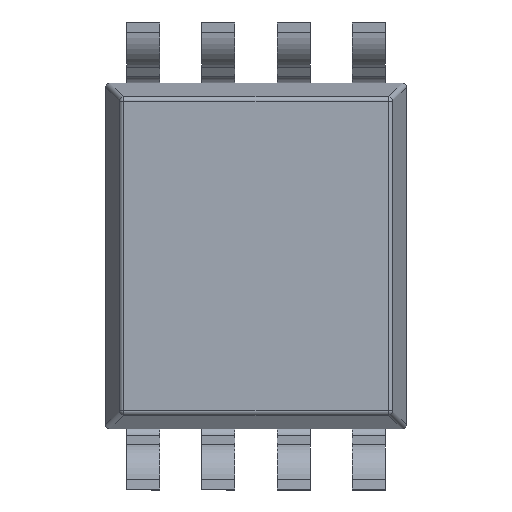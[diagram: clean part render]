
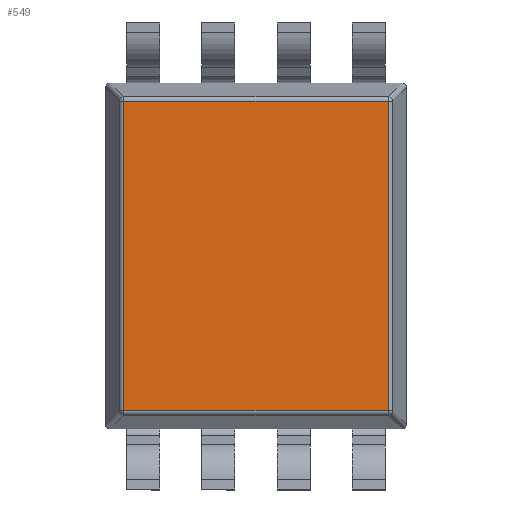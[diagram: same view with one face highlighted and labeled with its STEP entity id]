
A CAD part, front view. The second image highlights one B-rep face of the part: STEP entity #549.
In plain terms, the highlighted planar face has unit normal (0, -1, 0).
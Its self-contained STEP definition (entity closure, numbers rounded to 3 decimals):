
#549=ADVANCED_FACE('NONE',(#550),#584,.T.);
#550=FACE_BOUND('NONE',#551,.T.);
#551=EDGE_LOOP('',(#552,#562,#570,#578));
#552=ORIENTED_EDGE('',*,*,#553,.T.);
#553=EDGE_CURVE('NONE',#554,#556,#558,.T.);
#554=VERTEX_POINT('NONE',#555);
#555=CARTESIAN_POINT('',(0.12,0.0,-2.18));
#556=VERTEX_POINT('NONE',#557);
#557=CARTESIAN_POINT('',(1.88,0.0,-2.18));
#558=LINE('',#559,#560);
#559=CARTESIAN_POINT('',(0.0,0.0,-2.18));
#560=VECTOR('',#561,1.0);
#561=DIRECTION('',(1.0,0.0,0.0));
#562=ORIENTED_EDGE('',*,*,#563,.T.);
#563=EDGE_CURVE('NONE',#556,#564,#566,.T.);
#564=VERTEX_POINT('NONE',#565);
#565=CARTESIAN_POINT('',(1.88,0.0,-0.12));
#566=LINE('',#567,#568);
#567=CARTESIAN_POINT('',(1.88,0.0,0.0));
#568=VECTOR('',#569,1.0);
#569=DIRECTION('',(0.0,0.0,1.0));
#570=ORIENTED_EDGE('',*,*,#571,.T.);
#571=EDGE_CURVE('NONE',#564,#572,#574,.T.);
#572=VERTEX_POINT('NONE',#573);
#573=CARTESIAN_POINT('',(0.12,0.0,-0.12));
#574=LINE('',#575,#576);
#575=CARTESIAN_POINT('',(0.0,0.0,-0.12));
#576=VECTOR('',#577,1.0);
#577=DIRECTION('',(-1.0,0.0,0.0));
#578=ORIENTED_EDGE('',*,*,#579,.T.);
#579=EDGE_CURVE('NONE',#572,#554,#580,.T.);
#580=LINE('',#581,#582);
#581=CARTESIAN_POINT('',(0.12,0.0,0.0));
#582=VECTOR('',#583,1.0);
#583=DIRECTION('',(0.0,0.0,-1.0));
#584=PLANE('',#585);
#585=AXIS2_PLACEMENT_3D('',#586,#587,#588);
#586=CARTESIAN_POINT('',(0.0,0.0,0.0));
#587=DIRECTION('',(0.0,-1.0,0.0));
#588=DIRECTION('',(0.0,0.0,-1.0));
